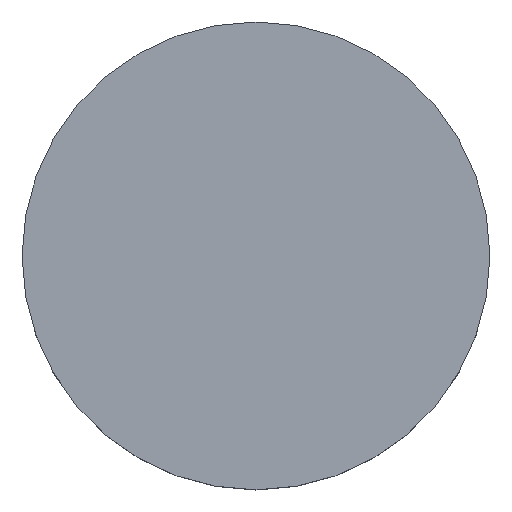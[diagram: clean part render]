
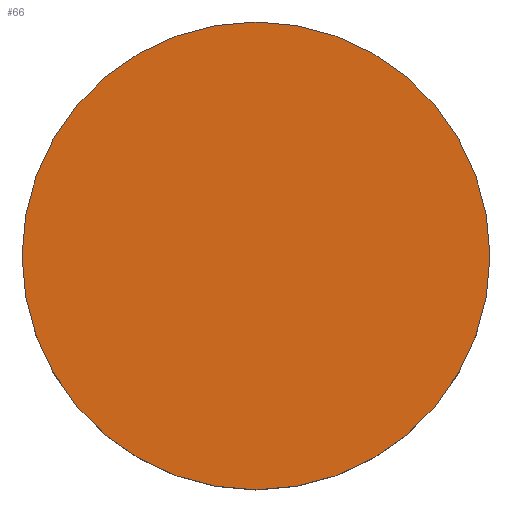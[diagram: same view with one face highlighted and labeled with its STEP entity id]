
A CAD part, top view. The second image highlights one B-rep face of the part: STEP entity #66.
In plain terms, the highlighted planar face has unit normal (0, 0, 1).
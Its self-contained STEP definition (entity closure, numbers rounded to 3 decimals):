
#2 = DIRECTION ( 'NONE',  ( 1., 0., 0. ) ) ;
#3 = CARTESIAN_POINT ( 'NONE',  ( 0., 0., 5. ) ) ;
#11 = AXIS2_PLACEMENT_3D ( 'NONE', #124, #119, #135 ) ;
#13 = AXIS2_PLACEMENT_3D ( 'NONE', #130, #146, #150 ) ;
#16 = EDGE_LOOP ( 'NONE', ( #57, #71 ) ) ;
#17 = DIRECTION ( 'NONE',  ( 0., 0., 1. ) ) ;
#26 = VERTEX_POINT ( 'NONE', #70 ) ;
#47 = EDGE_CURVE ( 'NONE', #138, #26, #170, .T. ) ;
#57 = ORIENTED_EDGE ( 'NONE', *, *, #47, .T. ) ;
#66 = ADVANCED_FACE ( 'NONE', ( #155 ), #106, .T. ) ;
#70 = CARTESIAN_POINT ( 'NONE',  ( 12.5, 0., 5. ) ) ;
#71 = ORIENTED_EDGE ( 'NONE', *, *, #121, .T. ) ;
#102 = CARTESIAN_POINT ( 'NONE',  ( -12.5, 0., 5. ) ) ;
#106 = PLANE ( 'NONE',  #110 ) ;
#110 = AXIS2_PLACEMENT_3D ( 'NONE', #3, #17, #2 ) ;
#119 = DIRECTION ( 'NONE',  ( 0., 0., 1. ) ) ;
#121 = EDGE_CURVE ( 'NONE', #26, #138, #153, .T. ) ;
#124 = CARTESIAN_POINT ( 'NONE',  ( 0., 0., 5. ) ) ;
#130 = CARTESIAN_POINT ( 'NONE',  ( 0., 0., 5. ) ) ;
#135 = DIRECTION ( 'NONE',  ( 1., 0., 0. ) ) ;
#138 = VERTEX_POINT ( 'NONE', #102 ) ;
#146 = DIRECTION ( 'NONE',  ( 0., 0., 1. ) ) ;
#150 = DIRECTION ( 'NONE',  ( 1., 0., 0. ) ) ;
#153 = CIRCLE ( 'NONE', #13, 12.5 ) ;
#155 = FACE_OUTER_BOUND ( 'NONE', #16, .T. ) ;
#170 = CIRCLE ( 'NONE', #11, 12.5 ) ;
